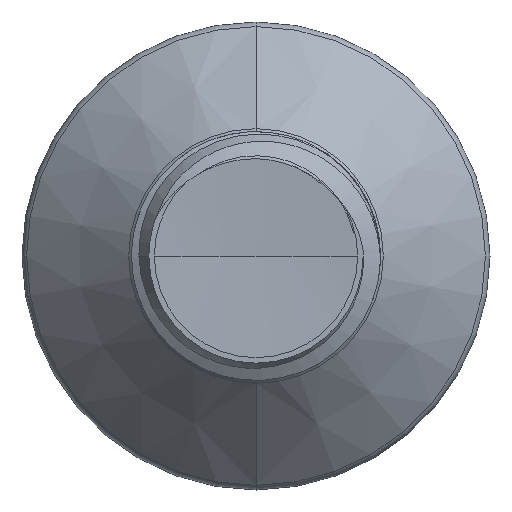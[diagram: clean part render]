
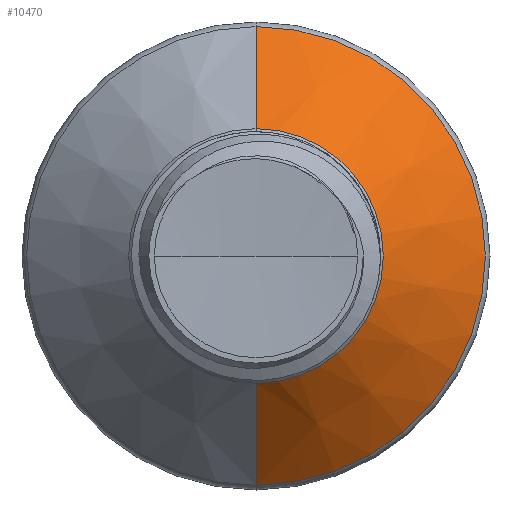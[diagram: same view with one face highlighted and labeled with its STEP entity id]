
A CAD part, front view. The second image highlights one B-rep face of the part: STEP entity #10470.
In plain terms, the highlighted conical face has half-angle 45 degrees and reference radius 1.278 mm.
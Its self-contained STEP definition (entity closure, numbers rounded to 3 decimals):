
#98 = EDGE_CURVE ( 'NONE', #3748, #2267, #6352, .T. ) ;
#198 = DIRECTION ( 'NONE',  ( 0., 0., 1. ) ) ;
#203 = DIRECTION ( 'NONE',  ( 0., 1., 0. ) ) ;
#230 = EDGE_LOOP ( 'NONE', ( #10255, #2894, #560, #9091 ) ) ;
#248 = CARTESIAN_POINT ( 'NONE',  ( 0., 3.839, 0. ) ) ;
#560 = ORIENTED_EDGE ( 'NONE', *, *, #4075, .F. ) ;
#576 = DIRECTION ( 'NONE',  ( 0., 0., 1. ) ) ;
#584 = AXIS2_PLACEMENT_3D ( 'NONE', #248, #203, #198 ) ;
#1523 = CONICAL_SURFACE ( 'NONE', #1650, 1.278, 0.785 ) ;
#1650 = AXIS2_PLACEMENT_3D ( 'NONE', #6670, #5665, #576 ) ;
#1936 = CARTESIAN_POINT ( 'NONE',  ( 0., 2.814, 1.278 ) ) ;
#2126 = VERTEX_POINT ( 'NONE', #6935 ) ;
#2267 = VERTEX_POINT ( 'NONE', #11569 ) ;
#2894 = ORIENTED_EDGE ( 'NONE', *, *, #8849, .T. ) ;
#3747 = AXIS2_PLACEMENT_3D ( 'NONE', #6624, #6702, #6792 ) ;
#3748 = VERTEX_POINT ( 'NONE', #1936 ) ;
#4075 = EDGE_CURVE ( 'NONE', #7287, #2126, #11154, .T. ) ;
#4344 = LINE ( 'NONE', #6152, #8884 ) ;
#5107 = LINE ( 'NONE', #7542, #10203 ) ;
#5134 = CARTESIAN_POINT ( 'NONE',  ( 0., 3.839, 2.303 ) ) ;
#5665 = DIRECTION ( 'NONE',  ( 0., 1., 0. ) ) ;
#6152 = CARTESIAN_POINT ( 'NONE',  ( 0., 2.814, 1.278 ) ) ;
#6352 = CIRCLE ( 'NONE', #3747, 1.278 ) ;
#6624 = CARTESIAN_POINT ( 'NONE',  ( 0., 2.814, 0. ) ) ;
#6670 = CARTESIAN_POINT ( 'NONE',  ( 0., 2.814, 0. ) ) ;
#6702 = DIRECTION ( 'NONE',  ( 0., 1., 0. ) ) ;
#6792 = DIRECTION ( 'NONE',  ( 0., 0., 1. ) ) ;
#6935 = CARTESIAN_POINT ( 'NONE',  ( 0., 3.839, -2.303 ) ) ;
#7287 = VERTEX_POINT ( 'NONE', #5134 ) ;
#7542 = CARTESIAN_POINT ( 'NONE',  ( 0., 2.814, -1.278 ) ) ;
#8391 = EDGE_CURVE ( 'NONE', #3748, #7287, #4344, .T. ) ;
#8849 = EDGE_CURVE ( 'NONE', #2267, #2126, #5107, .T. ) ;
#8884 = VECTOR ( 'NONE', #11733, 1000. ) ;
#9091 = ORIENTED_EDGE ( 'NONE', *, *, #8391, .F. ) ;
#10203 = VECTOR ( 'NONE', #12066, 1000. ) ;
#10255 = ORIENTED_EDGE ( 'NONE', *, *, #98, .T. ) ;
#10470 = ADVANCED_FACE ( 'NONE', ( #11817 ), #1523, .T. ) ;
#11154 = CIRCLE ( 'NONE', #584, 2.303 ) ;
#11569 = CARTESIAN_POINT ( 'NONE',  ( 0., 2.814, -1.278 ) ) ;
#11733 = DIRECTION ( 'NONE',  ( 0., 0.707, 0.707 ) ) ;
#11817 = FACE_OUTER_BOUND ( 'NONE', #230, .T. ) ;
#12066 = DIRECTION ( 'NONE',  ( 0., 0.707, -0.707 ) ) ;
